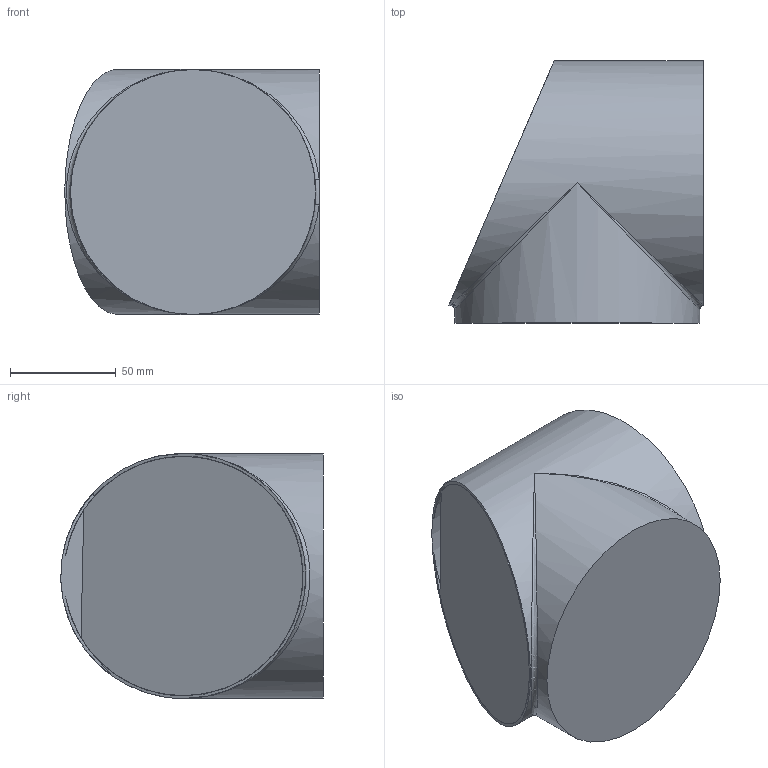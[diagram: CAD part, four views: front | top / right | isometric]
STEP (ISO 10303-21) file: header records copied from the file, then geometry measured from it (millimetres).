
FILE_DESCRIPTION(/* description */ (''),/* implementation_level */ '2;1');
FILE_NAME(/* name */ '31301_Support_ipt_27eed056.STEP',/* time_stamp */ '2018-12-04T14:45:39+01:00',/* author */ ('chsl'),/* organization */ (''),/* preprocessor_version */ 'ST-DEVELOPER v17',/* originating_system */ 'Autodesk Inventor 2019',/* authorisation */ '');
FILE_SCHEMA (('AUTOMOTIVE_DESIGN { 1 0 10303 214 3 1 1 }'));
Length unit declared in the file: millimetre
Products named in the file (1): 31301_Support
Bounding box: 120.42 x 124.28 x 116 mm (x, y, z)
Volume: 1166728 mm3; surface area: 79681.2 mm2
Topology: 1 solids, 25 shells, 413 faces, 976 edges, 578 vertices
Faces by surface type: bspline 260, cone 70, plane 63, cylinder 12, torus 8
Full cylindrical faces by diameter (mm): 3.3 x6, 116 x2
Entity records: 26258 total; most frequent: CARTESIAN_POINT 18685, ORIENTED_EDGE 1880, DIRECTION 1135, EDGE_CURVE 940, VERTEX_POINT 578, AXIS2_PLACEMENT_3D 527, B_SPLINE_CURVE_WITH_KNOTS 483, EDGE_LOOP 414
